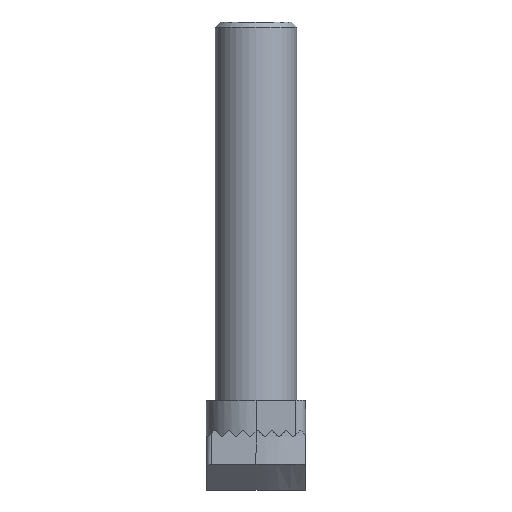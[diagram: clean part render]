
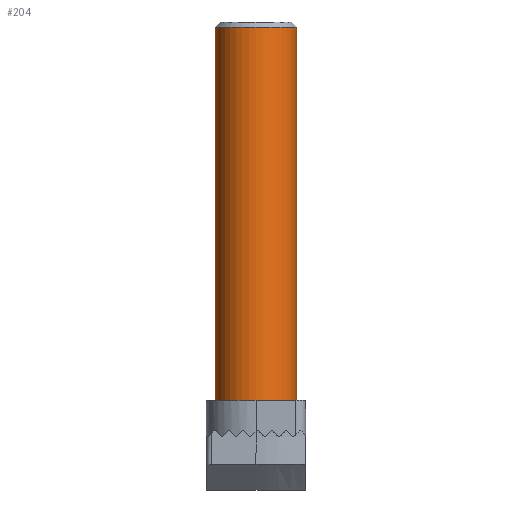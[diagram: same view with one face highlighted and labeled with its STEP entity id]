
A CAD part, front view. The second image highlights one B-rep face of the part: STEP entity #204.
In plain terms, the highlighted cylindrical face has radius 4 mm (diameter 8 mm), a full revolution.
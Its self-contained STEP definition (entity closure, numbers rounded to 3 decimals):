
#204=ADVANCED_FACE('',(#288,#289),#290,.T.);
#288=FACE_OUTER_BOUND('',#449,.T.);
#289=FACE_OUTER_BOUND('',#450,.T.);
#290=CYLINDRICAL_SURFACE('',#451,4.0);
#449=EDGE_LOOP('',(#643));
#450=EDGE_LOOP('',(#644));
#451=AXIS2_PLACEMENT_3D('',#645,#646,#647);
#643=ORIENTED_EDGE('',*,*,#1310,.T.);
#644=ORIENTED_EDGE('',*,*,#1318,.T.);
#645=CARTESIAN_POINT('',(0.0,0.0,0.0));
#646=DIRECTION('',(0.0,0.0,1.0));
#647=DIRECTION('',(1.0,0.0,0.0));
#1310=EDGE_CURVE('',#1537,#1537,#1538,.F.);
#1318=EDGE_CURVE('',#1553,#1553,#1554,.T.);
#1537=VERTEX_POINT('',#1917);
#1538=CIRCLE('',#1918,4.0);
#1553=VERTEX_POINT('',#1943);
#1554=CIRCLE('',#1944,4.0);
#1917=CARTESIAN_POINT('',(4.0,0.,39.5));
#1918=AXIS2_PLACEMENT_3D('',#2480,#2481,#2482);
#1943=CARTESIAN_POINT('',(4.0,0.0,3.0));
#1944=AXIS2_PLACEMENT_3D('',#2490,#2491,#2492);
#2480=CARTESIAN_POINT('',(0.0,0.0,39.5));
#2481=DIRECTION('',(0.0,0.0,1.0));
#2482=DIRECTION('',(1.0,0.0,0.0));
#2490=CARTESIAN_POINT('',(0.0,0.0,3.0));
#2491=DIRECTION('',(0.,0.,1.0));
#2492=DIRECTION('',(1.0,0.0,0.));
